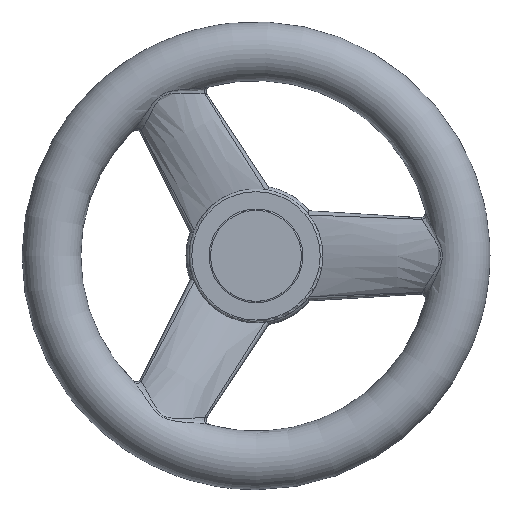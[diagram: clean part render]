
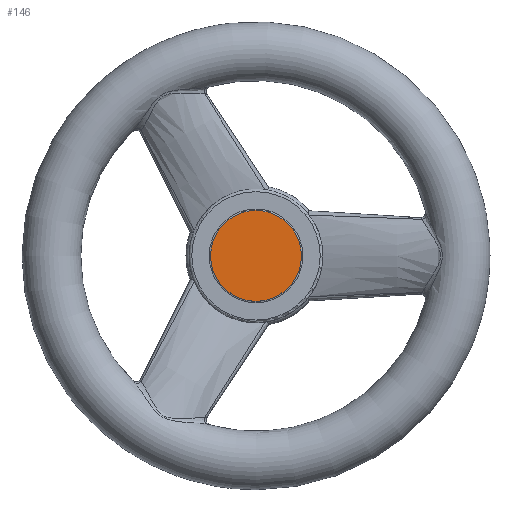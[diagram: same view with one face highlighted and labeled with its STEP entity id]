
A CAD part, top view. The second image highlights one B-rep face of the part: STEP entity #146.
In plain terms, the highlighted planar face has unit normal (0, 0, 1).
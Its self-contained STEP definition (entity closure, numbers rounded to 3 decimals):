
#146 = ADVANCED_FACE( '', ( #309 ), #310, .F. );
#309 = FACE_OUTER_BOUND( '', #4006, .T. );
#310 = PLANE( '', #4007 );
#4006 = EDGE_LOOP( '', ( #4627 ) );
#4007 = AXIS2_PLACEMENT_3D( '', #4628, #4629, #4630 );
#4627 = ORIENTED_EDGE( '', *, *, #4853, .T. );
#4628 = CARTESIAN_POINT( '', ( 0., 17., 41.2 ) );
#4629 = DIRECTION( '', ( 0., 0., -1. ) );
#4630 = DIRECTION( '', ( -1., 0., 0. ) );
#4853 = EDGE_CURVE( '', #5183, #5183, #5184, .T. );
#5183 = VERTEX_POINT( '', #7984 );
#5184 = CIRCLE( '', #7985, 17. );
#7984 = CARTESIAN_POINT( '', ( 17., 0., 41.2 ) );
#7985 = AXIS2_PLACEMENT_3D( '', #8185, #8186, #8187 );
#8185 = CARTESIAN_POINT( '', ( 0., 0., 41.2 ) );
#8186 = DIRECTION( '', ( 0., 0., 1. ) );
#8187 = DIRECTION( '', ( 1., 0., 0. ) );
